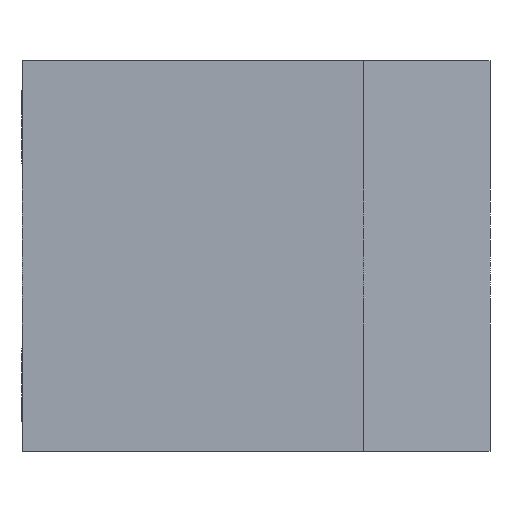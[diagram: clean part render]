
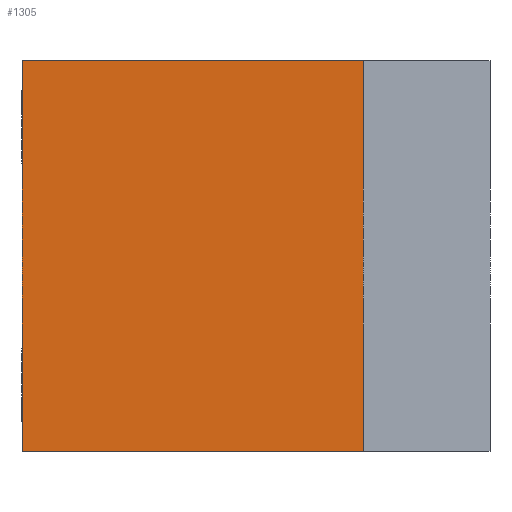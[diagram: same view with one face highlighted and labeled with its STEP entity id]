
A CAD part, left-side view. The second image highlights one B-rep face of the part: STEP entity #1305.
In plain terms, the highlighted planar face has unit normal (-1, 0, 0).
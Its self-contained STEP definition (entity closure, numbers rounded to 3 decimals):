
#36 = VERTEX_POINT ( 'NONE', #463 ) ;
#54 = EDGE_CURVE ( 'NONE', #199, #36, #340, .T. ) ;
#60 = ORIENTED_EDGE ( 'NONE', *, *, #104, .F. ) ;
#71 = VECTOR ( 'NONE', #1148, 1000. ) ;
#104 = EDGE_CURVE ( 'NONE', #972, #199, #594, .T. ) ;
#169 = ORIENTED_EDGE ( 'NONE', *, *, #433, .T. ) ;
#172 = EDGE_CURVE ( 'NONE', #972, #837, #702, .T. ) ;
#199 = VERTEX_POINT ( 'NONE', #1229 ) ;
#292 = DIRECTION ( 'NONE',  ( 0., 0., -1. ) ) ;
#340 = LINE ( 'NONE', #575, #1143 ) ;
#364 = DIRECTION ( 'NONE',  ( 0., 0., -1. ) ) ;
#383 = CARTESIAN_POINT ( 'NONE',  ( -33., 24., 40. ) ) ;
#390 = ORIENTED_EDGE ( 'NONE', *, *, #172, .T. ) ;
#406 = CARTESIAN_POINT ( 'NONE',  ( -33., 24., 40. ) ) ;
#433 = EDGE_CURVE ( 'NONE', #837, #36, #1353, .T. ) ;
#463 = CARTESIAN_POINT ( 'NONE',  ( -33., -11., 0. ) ) ;
#525 = DIRECTION ( 'NONE',  ( 1., 0., 0. ) ) ;
#575 = CARTESIAN_POINT ( 'NONE',  ( -33., -11., 40. ) ) ;
#594 = LINE ( 'NONE', #714, #71 ) ;
#615 = FACE_OUTER_BOUND ( 'NONE', #835, .T. ) ;
#672 = DIRECTION ( 'NONE',  ( 0., 0., -1. ) ) ;
#702 = LINE ( 'NONE', #383, #1399 ) ;
#713 = VECTOR ( 'NONE', #1014, 1000. ) ;
#714 = CARTESIAN_POINT ( 'NONE',  ( -33., 24., 40. ) ) ;
#823 = CARTESIAN_POINT ( 'NONE',  ( -33., 24., 0. ) ) ;
#835 = EDGE_LOOP ( 'NONE', ( #169, #1436, #60, #390 ) ) ;
#837 = VERTEX_POINT ( 'NONE', #823 ) ;
#972 = VERTEX_POINT ( 'NONE', #406 ) ;
#1014 = DIRECTION ( 'NONE',  ( 0., -1., 0. ) ) ;
#1126 = CARTESIAN_POINT ( 'NONE',  ( -33., 24., 0. ) ) ;
#1143 = VECTOR ( 'NONE', #672, 1000. ) ;
#1148 = DIRECTION ( 'NONE',  ( 0., -1., 0. ) ) ;
#1175 = PLANE ( 'NONE',  #1264 ) ;
#1229 = CARTESIAN_POINT ( 'NONE',  ( -33., -11., 40. ) ) ;
#1264 = AXIS2_PLACEMENT_3D ( 'NONE', #1278, #525, #292 ) ;
#1278 = CARTESIAN_POINT ( 'NONE',  ( -33., 24., 40. ) ) ;
#1305 = ADVANCED_FACE ( 'NONE', ( #615 ), #1175, .F. ) ;
#1353 = LINE ( 'NONE', #1126, #713 ) ;
#1399 = VECTOR ( 'NONE', #364, 1000. ) ;
#1436 = ORIENTED_EDGE ( 'NONE', *, *, #54, .F. ) ;
